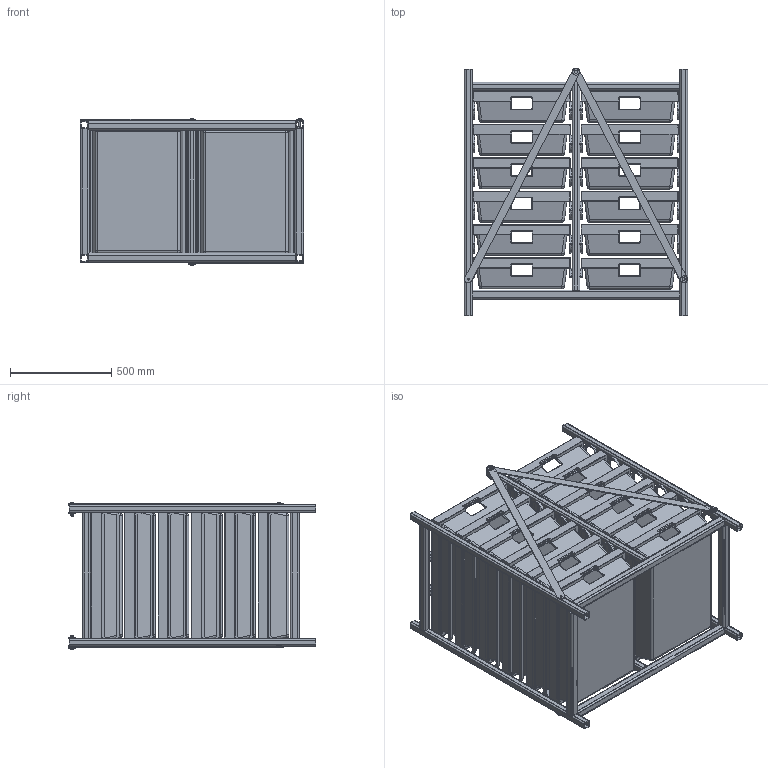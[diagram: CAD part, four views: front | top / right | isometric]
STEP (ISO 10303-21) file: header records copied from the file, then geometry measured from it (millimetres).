
FILE_DESCRIPTION(/* description */ (''),/* implementation_level */ '2;1');
FILE_NAME(/* name */ 'BAY 20 RACK & TOTES ASM.stp',/* time_stamp */ '2020-05-20T23:59:11-05:00',/* author */ ('dhenley'),/* organization */ (''),/* preprocessor_version */ 'ST-DEVELOPER v18.1',/* originating_system */ 'Autodesk Inventor 2021',/* authorisation */ '');
FILE_SCHEMA (('AUTOMOTIVE_DESIGN { 1 0 10303 214 3 1 1 }'));
Length unit declared in the file: inch
Products named in the file (31): BAY 20 RACK & TOTES ASM; Bay 20 RACK; Frame 1589907407544; AISC HSS - (1 1/2x1 1/2x3/16) - 48; AISC HSS - (1 1/2x1 1/2x3/16) - 48_1; AISC HSS - (1 1/2x1 1/2x3/16) - 48_2; AISC HSS - (1 1/2x1 1/2x3/16) - 48_3; AISC HSS - (1 1/2x1 1/2x3/16) - 43; AISC HSS - (1 1/2x1 1/2x3/16) - 42.978; AISC HSS - (1 1/2x1 1/2x3/16) - 24.5; AISC HSS - (1 1/2x1 1/2x3/16) - 24.4; AISC HSS - (1 1/2x1 1/2x3/16) - 24.5_1; AISC HSS - (1 1/2x1 1/2x3/16) - 40.5; AISC HSS - (1 1/2x1 1/2x3/16) - 40.5_1; AISC HSS - (1 3/4x1 3/4x3/16) - 40.5; AISC HSS - (1 3/4x1 3/4x3/16) - 24.5; AISC HSS - (1 3/4x1 3/4x3/16) - 40.5_1; AISC HSS - (1 3/4x1 3/4x3/16) - 24.5_1; lock bar; rail guides; rail guides_1; rail guides_MIR; rail guides - single_MIR; rail guides_MIR1; rail guides - single_MIR1; rail guides_MIR_MIR; rail guides - single_MIR_MIR; Tote; ANSI/ASME B18.2.1 - 3/8-16 UNC - 2.5; ANSI B18.22.1 - 3/8 - wide - Type B; ANSI B18.2.2 - 3/8 - 16, HNI
Assembly tree (69 placements, depth 4):
  BAY 20 RACK & TOTES ASM
    Bay 20 RACK
      Frame 1589907407544
        AISC HSS - (1 1/2x1 1/2x3/16) - 48
        AISC HSS - (1 1/2x1 1/2x3/16) - 48_1
        AISC HSS - (1 1/2x1 1/2x3/16) - 48_2
        AISC HSS - (1 1/2x1 1/2x3/16) - 48_3
        AISC HSS - (1 1/2x1 1/2x3/16) - 43
        AISC HSS - (1 1/2x1 1/2x3/16) - 42.978
        AISC HSS - (1 1/2x1 1/2x3/16) - 24.5
        AISC HSS - (1 1/2x1 1/2x3/16) - 24.4
        AISC HSS - (1 1/2x1 1/2x3/16) - 24.5_1
        AISC HSS - (1 1/2x1 1/2x3/16) - 40.5
        AISC HSS - (1 1/2x1 1/2x3/16) - 40.5_1
        AISC HSS - (1 3/4x1 3/4x3/16) - 40.5
        AISC HSS - (1 3/4x1 3/4x3/16) - 24.5
        AISC HSS - (1 3/4x1 3/4x3/16) - 40.5_1
        AISC HSS - (1 3/4x1 3/4x3/16) - 24.5_1
      lock bar  x4
      rail guides  x5
      rail guides_1
      rail guides_MIR  x5
      rail guides - single_MIR
      rail guides_MIR1  x5
      rail guides - single_MIR1
      rail guides_MIR_MIR  x5
      rail guides - single_MIR_MIR
    Tote  x12
    ANSI B18.22.1 - 3/8 - wide - Type B  x6
    ANSI/ASME B18.2.1 - 3/8-16 UNC - 2.5  x3
    ANSI B18.2.2 - 3/8 - 16, HNI  x3
Bounding box: 1106.17 x 1225.53 x 728.94 mm (x, y, z)
Volume: 92236116.2 mm3; surface area: 21261314.1 mm2
Topology: 67 solids, 67 shells, 9362 faces, 23121 edges, 14556 vertices
Faces by surface type: plane 7603, cylinder 1234, bspline 312, sphere 144, cone 66, torus 3
Full cylindrical faces by diameter (mm): 7.798 x3, 9.525 x15, 9.855 x3, 10.084 x2, 10.312 x6, 14.275 x3, 31.75 x6
Entity records: 37723 total; most frequent: CARTESIAN_POINT 7111, DIRECTION 6111, ORIENTED_EDGE 6008, EDGE_CURVE 3004, LINE 2355, VECTOR 2355, VERTEX_POINT 1930, AXIS2_PLACEMENT_3D 1878
